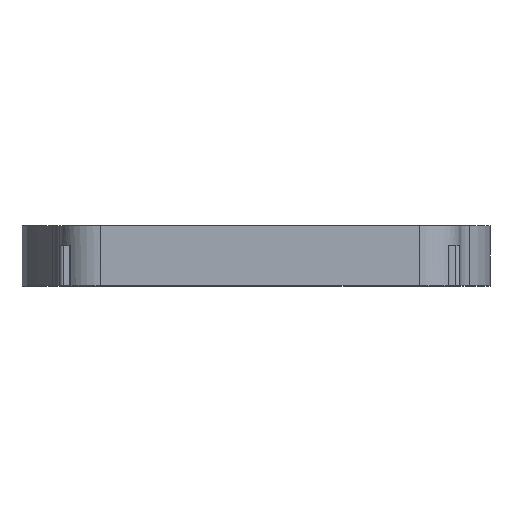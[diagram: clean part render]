
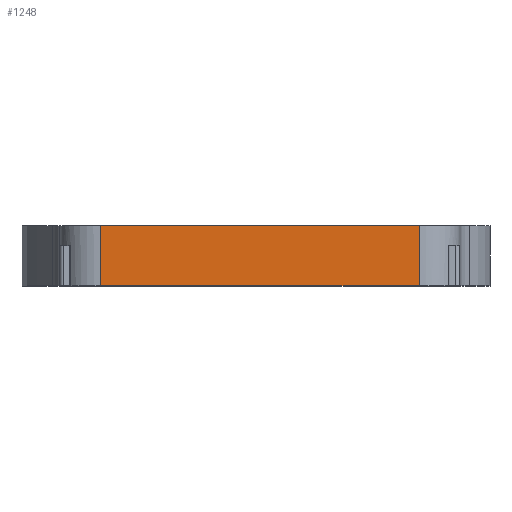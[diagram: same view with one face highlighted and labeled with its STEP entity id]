
A CAD part, top view. The second image highlights one B-rep face of the part: STEP entity #1248.
In plain terms, the highlighted planar face has unit normal (0, 0, 1).
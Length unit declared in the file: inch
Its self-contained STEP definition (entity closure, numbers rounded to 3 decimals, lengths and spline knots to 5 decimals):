
#121 = DIRECTION ( 'NONE',  ( 0., 1., 0. ) ) ;
#122 = CARTESIAN_POINT ( 'NONE',  ( 2.245, 0.375, 0. ) ) ;
#124 = LINE ( 'NONE', #122, #1063 ) ;
#342 = DIRECTION ( 'NONE',  ( 0., -1., 0. ) ) ;
#344 = CARTESIAN_POINT ( 'NONE',  ( 0.255, 0.375, 0. ) ) ;
#348 = LINE ( 'NONE', #344, #2786 ) ;
#358 = DIRECTION ( 'NONE',  ( 1., 0., 0. ) ) ;
#364 = CARTESIAN_POINT ( 'NONE',  ( 0., 0., 0. ) ) ;
#366 = LINE ( 'NONE', #364, #2237 ) ;
#597 = VERTEX_POINT ( 'NONE', #2407 ) ;
#714 = ORIENTED_EDGE ( 'NONE', *, *, #2210, .T. ) ;
#732 = ORIENTED_EDGE ( 'NONE', *, *, #2034, .T. ) ;
#814 = VECTOR ( 'NONE', #1551, 39.37008 ) ;
#1019 = CARTESIAN_POINT ( 'NONE',  ( 0.255, 0.375, 0. ) ) ;
#1063 = VECTOR ( 'NONE', #121, 39.37008 ) ;
#1128 = CARTESIAN_POINT ( 'NONE',  ( 0.255, 0., 0. ) ) ;
#1158 = EDGE_CURVE ( 'NONE', #1494, #2754, #1555, .T. ) ;
#1248 = ADVANCED_FACE ( 'NONE', ( #1439 ), #1434, .F. ) ;
#1414 = VERTEX_POINT ( 'NONE', #1128 ) ;
#1429 = DIRECTION ( 'NONE',  ( -1., 0., 0. ) ) ;
#1432 = DIRECTION ( 'NONE',  ( 0., 0., -1. ) ) ;
#1433 = CARTESIAN_POINT ( 'NONE',  ( 0., 0.375, 0. ) ) ;
#1434 = PLANE ( 'NONE',  #2097 ) ;
#1438 = ORIENTED_EDGE ( 'NONE', *, *, #1158, .F. ) ;
#1439 = FACE_OUTER_BOUND ( 'NONE', #1597, .T. ) ;
#1494 = VERTEX_POINT ( 'NONE', #1019 ) ;
#1551 = DIRECTION ( 'NONE',  ( 1., 0., 0. ) ) ;
#1553 = CARTESIAN_POINT ( 'NONE',  ( 0., 0.375, 0. ) ) ;
#1555 = LINE ( 'NONE', #1553, #814 ) ;
#1597 = EDGE_LOOP ( 'NONE', ( #1877, #714, #1438, #732 ) ) ;
#1877 = ORIENTED_EDGE ( 'NONE', *, *, #2018, .T. ) ;
#2016 = CARTESIAN_POINT ( 'NONE',  ( 2.245, 0.375, 0. ) ) ;
#2018 = EDGE_CURVE ( 'NONE', #1414, #597, #366, .T. ) ;
#2034 = EDGE_CURVE ( 'NONE', #1494, #1414, #348, .T. ) ;
#2097 = AXIS2_PLACEMENT_3D ( 'NONE', #1433, #1432, #1429 ) ;
#2210 = EDGE_CURVE ( 'NONE', #597, #2754, #124, .T. ) ;
#2237 = VECTOR ( 'NONE', #358, 39.37008 ) ;
#2407 = CARTESIAN_POINT ( 'NONE',  ( 2.245, 0., 0. ) ) ;
#2754 = VERTEX_POINT ( 'NONE', #2016 ) ;
#2786 = VECTOR ( 'NONE', #342, 39.37008 ) ;
